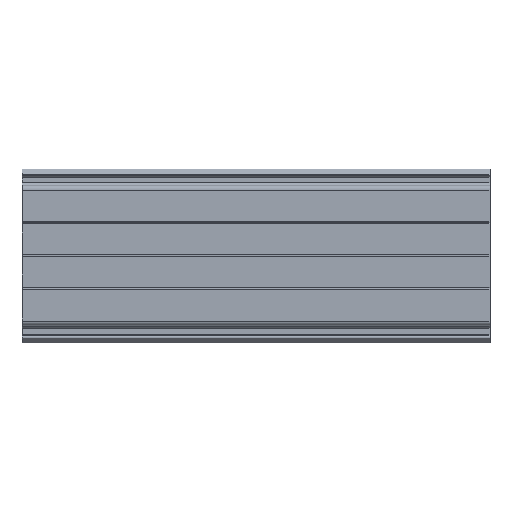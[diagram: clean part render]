
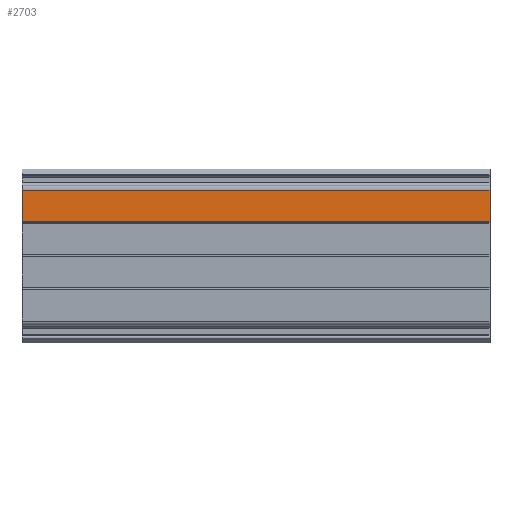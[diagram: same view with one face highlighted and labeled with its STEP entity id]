
A CAD part, left-side view. The second image highlights one B-rep face of the part: STEP entity #2703.
In plain terms, the highlighted planar face has unit normal (-1, 0, 0).
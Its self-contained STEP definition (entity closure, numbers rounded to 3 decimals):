
#13 = DIRECTION ( 'NONE',  ( -1., 0., 0. ) ) ;
#58 = ORIENTED_EDGE ( 'NONE', *, *, #1051, .T. ) ;
#69 = CARTESIAN_POINT ( 'NONE',  ( 0., 0., 28. ) ) ;
#78 = CARTESIAN_POINT ( 'NONE',  ( 0., 0., 14.4 ) ) ;
#283 = CARTESIAN_POINT ( 'NONE',  ( 0., 0., 14.4 ) ) ;
#526 = VECTOR ( 'NONE', #921, 1000. ) ;
#541 = EDGE_CURVE ( 'NONE', #1305, #1980, #3122, .T. ) ;
#616 = LINE ( 'NONE', #69, #526 ) ;
#641 = EDGE_CURVE ( 'NONE', #1485, #3543, #3356, .T. ) ;
#733 = CARTESIAN_POINT ( 'NONE',  ( 0., 0., 14.4 ) ) ;
#921 = DIRECTION ( 'NONE',  ( 0., 1., 0. ) ) ;
#1035 = CARTESIAN_POINT ( 'NONE',  ( 0., 200., -0.19 ) ) ;
#1047 = EDGE_LOOP ( 'NONE', ( #2885, #1906, #3159, #58 ) ) ;
#1051 = EDGE_CURVE ( 'NONE', #1485, #1305, #1812, .T. ) ;
#1119 = CARTESIAN_POINT ( 'NONE',  ( 0., 200., 28. ) ) ;
#1207 = PLANE ( 'NONE',  #2812 ) ;
#1305 = VERTEX_POINT ( 'NONE', #733 ) ;
#1353 = FACE_OUTER_BOUND ( 'NONE', #1047, .T. ) ;
#1485 = VERTEX_POINT ( 'NONE', #2564 ) ;
#1644 = VECTOR ( 'NONE', #2624, 1000. ) ;
#1812 = LINE ( 'NONE', #78, #1644 ) ;
#1906 = ORIENTED_EDGE ( 'NONE', *, *, #2779, .T. ) ;
#1980 = VERTEX_POINT ( 'NONE', #3525 ) ;
#2390 = DIRECTION ( 'NONE',  ( 0., 0., 1. ) ) ;
#2403 = CARTESIAN_POINT ( 'NONE',  ( 0., 0., 14.4 ) ) ;
#2564 = CARTESIAN_POINT ( 'NONE',  ( 0., 200., 14.4 ) ) ;
#2624 = DIRECTION ( 'NONE',  ( 0., -1., 0. ) ) ;
#2641 = VECTOR ( 'NONE', #3295, 1000. ) ;
#2687 = VECTOR ( 'NONE', #2390, 1000. ) ;
#2703 = ADVANCED_FACE ( 'NONE', ( #1353 ), #1207, .T. ) ;
#2779 = EDGE_CURVE ( 'NONE', #1980, #3543, #616, .T. ) ;
#2812 = AXIS2_PLACEMENT_3D ( 'NONE', #283, #13, #3502 ) ;
#2885 = ORIENTED_EDGE ( 'NONE', *, *, #541, .T. ) ;
#3122 = LINE ( 'NONE', #2403, #2687 ) ;
#3159 = ORIENTED_EDGE ( 'NONE', *, *, #641, .F. ) ;
#3295 = DIRECTION ( 'NONE',  ( 0., 0., 1. ) ) ;
#3356 = LINE ( 'NONE', #1035, #2641 ) ;
#3502 = DIRECTION ( 'NONE',  ( 0., 0., 1. ) ) ;
#3525 = CARTESIAN_POINT ( 'NONE',  ( 0., 0., 28. ) ) ;
#3543 = VERTEX_POINT ( 'NONE', #1119 ) ;
